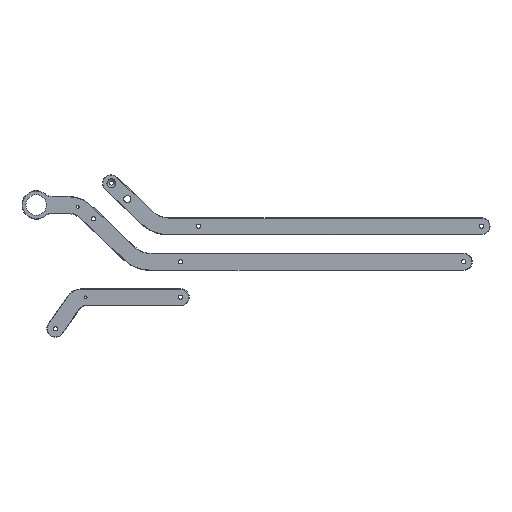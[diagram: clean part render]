
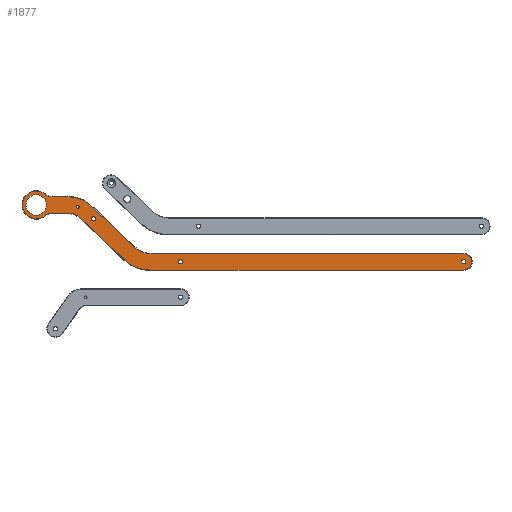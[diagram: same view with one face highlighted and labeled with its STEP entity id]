
A CAD part, top view. The second image highlights one B-rep face of the part: STEP entity #1877.
In plain terms, the highlighted planar face has unit normal (0, 0, 1).
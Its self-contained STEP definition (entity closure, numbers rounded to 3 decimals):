
#44=FACE_BOUND('',#417,.T.);
#45=FACE_BOUND('',#418,.T.);
#46=FACE_BOUND('',#419,.T.);
#47=FACE_BOUND('',#420,.T.);
#48=FACE_BOUND('',#421,.T.);
#138=CIRCLE('',#2025,25.5);
#140=CIRCLE('',#2029,52.);
#142=CIRCLE('',#2033,11.5);
#143=CIRCLE('',#2036,33.5);
#144=CIRCLE('',#2039,48.5);
#145=CIRCLE('',#2042,15.5);
#146=CIRCLE('',#2044,19.5);
#148=CIRCLE('',#2047,15.5);
#149=CIRCLE('',#2055,3.015);
#150=CIRCLE('',#2056,3.);
#151=CIRCLE('',#2057,3.);
#152=CIRCLE('',#2058,14.5);
#153=CIRCLE('',#2059,2.);
#289=FACE_OUTER_BOUND('',#416,.T.);
#416=EDGE_LOOP('',(#1543,#1544,#1545,#1546,#1547,#1548,#1549,#1550,#1551,
#1552,#1553,#1554,#1555,#1556));
#417=EDGE_LOOP('',(#1557));
#418=EDGE_LOOP('',(#1558));
#419=EDGE_LOOP('',(#1559));
#420=EDGE_LOOP('',(#1560));
#421=EDGE_LOOP('',(#1561));
#555=LINE('',#3056,#717);
#561=LINE('',#3071,#723);
#565=LINE('',#3083,#727);
#568=LINE('',#3092,#730);
#571=LINE('',#3100,#733);
#574=LINE('',#3108,#736);
#717=VECTOR('',#2412,10.);
#723=VECTOR('',#2426,10.);
#727=VECTOR('',#2438,10.);
#730=VECTOR('',#2449,10.);
#733=VECTOR('',#2458,10.);
#736=VECTOR('',#2467,10.);
#884=VERTEX_POINT('',#3053);
#885=VERTEX_POINT('',#3055);
#888=VERTEX_POINT('',#3063);
#890=VERTEX_POINT('',#3069);
#892=VERTEX_POINT('',#3075);
#894=VERTEX_POINT('',#3081);
#895=VERTEX_POINT('',#3086);
#896=VERTEX_POINT('',#3090);
#897=VERTEX_POINT('',#3094);
#898=VERTEX_POINT('',#3098);
#899=VERTEX_POINT('',#3102);
#900=VERTEX_POINT('',#3106);
#901=VERTEX_POINT('',#3110);
#902=VERTEX_POINT('',#3114);
#903=VERTEX_POINT('',#3133);
#904=VERTEX_POINT('',#3135);
#905=VERTEX_POINT('',#3137);
#906=VERTEX_POINT('',#3139);
#907=VERTEX_POINT('',#3141);
#1091=EDGE_CURVE('',#884,#885,#555,.T.);
#1096=EDGE_CURVE('',#888,#884,#138,.T.);
#1099=EDGE_CURVE('',#890,#888,#561,.T.);
#1102=EDGE_CURVE('',#892,#890,#140,.T.);
#1105=EDGE_CURVE('',#894,#892,#565,.T.);
#1108=EDGE_CURVE('',#895,#894,#142,.T.);
#1110=EDGE_CURVE('',#896,#895,#568,.T.);
#1112=EDGE_CURVE('',#897,#896,#143,.T.);
#1114=EDGE_CURVE('',#898,#897,#571,.T.);
#1116=EDGE_CURVE('',#899,#898,#144,.T.);
#1118=EDGE_CURVE('',#900,#899,#574,.T.);
#1120=EDGE_CURVE('',#901,#900,#145,.T.);
#1122=EDGE_CURVE('',#902,#901,#146,.T.);
#1124=EDGE_CURVE('',#885,#902,#148,.T.);
#1131=EDGE_CURVE('',#903,#903,#149,.T.);
#1132=EDGE_CURVE('',#904,#904,#150,.T.);
#1133=EDGE_CURVE('',#905,#905,#151,.T.);
#1134=EDGE_CURVE('',#906,#906,#152,.T.);
#1135=EDGE_CURVE('',#907,#907,#153,.T.);
#1543=ORIENTED_EDGE('',*,*,#1091,.F.);
#1544=ORIENTED_EDGE('',*,*,#1096,.F.);
#1545=ORIENTED_EDGE('',*,*,#1099,.F.);
#1546=ORIENTED_EDGE('',*,*,#1102,.F.);
#1547=ORIENTED_EDGE('',*,*,#1105,.F.);
#1548=ORIENTED_EDGE('',*,*,#1108,.F.);
#1549=ORIENTED_EDGE('',*,*,#1110,.F.);
#1550=ORIENTED_EDGE('',*,*,#1112,.F.);
#1551=ORIENTED_EDGE('',*,*,#1114,.F.);
#1552=ORIENTED_EDGE('',*,*,#1116,.F.);
#1553=ORIENTED_EDGE('',*,*,#1118,.F.);
#1554=ORIENTED_EDGE('',*,*,#1120,.F.);
#1555=ORIENTED_EDGE('',*,*,#1122,.F.);
#1556=ORIENTED_EDGE('',*,*,#1124,.F.);
#1557=ORIENTED_EDGE('',*,*,#1131,.T.);
#1558=ORIENTED_EDGE('',*,*,#1132,.T.);
#1559=ORIENTED_EDGE('',*,*,#1133,.F.);
#1560=ORIENTED_EDGE('',*,*,#1134,.F.);
#1561=ORIENTED_EDGE('',*,*,#1135,.T.);
#1791=PLANE('',#2054);
#1877=ADVANCED_FACE('',(#289,#44,#45,#46,#47,#48),#1791,.T.);
#2025=AXIS2_PLACEMENT_3D('',#3065,#2420,#2421);
#2029=AXIS2_PLACEMENT_3D('',#3077,#2432,#2433);
#2033=AXIS2_PLACEMENT_3D('',#3088,#2444,#2445);
#2036=AXIS2_PLACEMENT_3D('',#3096,#2453,#2454);
#2039=AXIS2_PLACEMENT_3D('',#3104,#2462,#2463);
#2042=AXIS2_PLACEMENT_3D('',#3112,#2471,#2472);
#2044=AXIS2_PLACEMENT_3D('',#3116,#2476,#2477);
#2047=AXIS2_PLACEMENT_3D('',#3119,#2482,#2483);
#2054=AXIS2_PLACEMENT_3D('',#3132,#2502,#2503);
#2055=AXIS2_PLACEMENT_3D('',#3134,#2504,#2505);
#2056=AXIS2_PLACEMENT_3D('',#3136,#2506,#2507);
#2057=AXIS2_PLACEMENT_3D('',#3138,#2508,#2509);
#2058=AXIS2_PLACEMENT_3D('',#3140,#2510,#2511);
#2059=AXIS2_PLACEMENT_3D('',#3142,#2512,#2513);
#2412=DIRECTION('',(-1.,0.,0.));
#2420=DIRECTION('center_axis',(0.,0.,
1.));
#2421=DIRECTION('ref_axis',(0.371,0.928,0.));
#2426=DIRECTION('',(-0.724,0.69,0.));
#2432=DIRECTION('center_axis',(0.,0.,
-1.));
#2433=DIRECTION('ref_axis',(-0.371,-0.928,0.));
#2438=DIRECTION('',(-1.,0.,0.));
#2444=DIRECTION('center_axis',(0.,0.,
-1.));
#2445=DIRECTION('ref_axis',(0.707,-0.707,0.));
#2449=DIRECTION('',(1.,0.,0.));
#2453=DIRECTION('center_axis',(0.,0.,
1.));
#2454=DIRECTION('ref_axis',(-0.371,-0.928,0.));
#2458=DIRECTION('',(0.724,-0.69,0.));
#2462=DIRECTION('center_axis',(0.,0.,
-1.));
#2463=DIRECTION('ref_axis',(0.69,0.724,0.));
#2467=DIRECTION('',(1.,0.,0.));
#2471=DIRECTION('center_axis',(0.,0.,
1.));
#2472=DIRECTION('ref_axis',(-0.338,-0.941,0.));
#2476=DIRECTION('center_axis',(0.,0.,
-1.));
#2477=DIRECTION('ref_axis',(-0.707,0.707,0.));
#2482=DIRECTION('center_axis',(0.,0.,
1.));
#2483=DIRECTION('ref_axis',(-0.338,0.941,0.));
#2502=DIRECTION('center_axis',(0.,0.,
1.));
#2503=DIRECTION('ref_axis',(0.,1.,0.));
#2504=DIRECTION('center_axis',(0.,0.,
-1.));
#2505=DIRECTION('ref_axis',(-1.,0.,0.));
#2506=DIRECTION('center_axis',(0.,0.,
-1.));
#2507=DIRECTION('ref_axis',(1.,0.,0.));
#2508=DIRECTION('center_axis',(0.,0.,
1.));
#2509=DIRECTION('ref_axis',(-1.,0.,0.));
#2510=DIRECTION('center_axis',(0.,0.,
1.));
#2511=DIRECTION('ref_axis',(-1.,0.,0.));
#2512=DIRECTION('center_axis',(0.,0.,
-1.));
#2513=DIRECTION('ref_axis',(-1.,0.,0.));
#3053=CARTESIAN_POINT('',(48.598,563.5,-65.));
#3055=CARTESIAN_POINT('',(26.254,563.5,-65.));
#3056=CARTESIAN_POINT('',(369.983,563.5,-65.));
#3063=CARTESIAN_POINT('',(66.188,556.462,-65.));
#3065=CARTESIAN_POINT('Origin',(48.598,538.,-65.));
#3069=CARTESIAN_POINT('',(127.701,497.853,-65.));
#3071=CARTESIAN_POINT('',(321.02,313.66,-65.));
#3075=CARTESIAN_POINT('',(163.572,483.5,-65.));
#3077=CARTESIAN_POINT('Origin',(163.572,535.5,-65.));
#3081=CARTESIAN_POINT('',(604.983,483.5,-65.));
#3083=CARTESIAN_POINT('',(719.983,483.5,-65.));
#3086=CARTESIAN_POINT('',(604.983,506.5,-65.));
#3088=CARTESIAN_POINT('Origin',(604.983,495.,-65.));
#3090=CARTESIAN_POINT('',(165.372,506.5,-65.));
#3092=CARTESIAN_POINT('',(719.983,506.5,-65.));
#3094=CARTESIAN_POINT('',(142.264,515.746,-65.));
#3096=CARTESIAN_POINT('Origin',(165.372,540.,-65.));
#3098=CARTESIAN_POINT('',(82.054,573.114,-65.));
#3100=CARTESIAN_POINT('',(306.887,358.895,-65.));
#3102=CARTESIAN_POINT('',(48.598,586.5,-65.));
#3104=CARTESIAN_POINT('Origin',(48.598,538.,-65.));
#3106=CARTESIAN_POINT('',(26.254,586.5,-65.));
#3108=CARTESIAN_POINT('',(399.818,586.5,-65.));
#3110=CARTESIAN_POINT('',(16.391,590.043,-65.));
#3112=CARTESIAN_POINT('Origin',(26.254,602.,-65.));
#3114=CARTESIAN_POINT('',(16.391,559.957,-65.));
#3116=CARTESIAN_POINT('Origin',(3.983,575.,-65.));
#3119=CARTESIAN_POINT('Origin',(26.254,548.,-65.));
#3132=CARTESIAN_POINT('Origin',(719.983,475.,-65.));
#3133=CARTESIAN_POINT('',(607.998,495.,-65.));
#3134=CARTESIAN_POINT('Origin',(604.983,495.,-65.));
#3135=CARTESIAN_POINT('',(203.983,495.,-65.));
#3136=CARTESIAN_POINT('Origin',(206.983,495.,-65.));
#3137=CARTESIAN_POINT('',(87.67,555.427,-65.));
#3138=CARTESIAN_POINT('Origin',(84.67,555.427,-65.));
#3139=CARTESIAN_POINT('',(18.483,575.,-65.));
#3140=CARTESIAN_POINT('Origin',(3.983,575.,-65.));
#3141=CARTESIAN_POINT('',(64.343,572.352,-65.));
#3142=CARTESIAN_POINT('Origin',(62.343,572.352,-65.));
